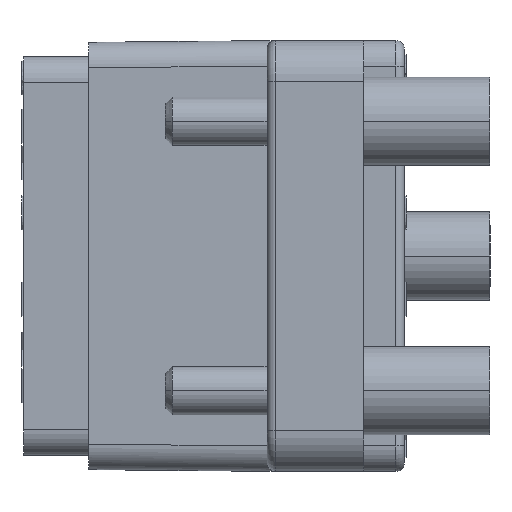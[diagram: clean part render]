
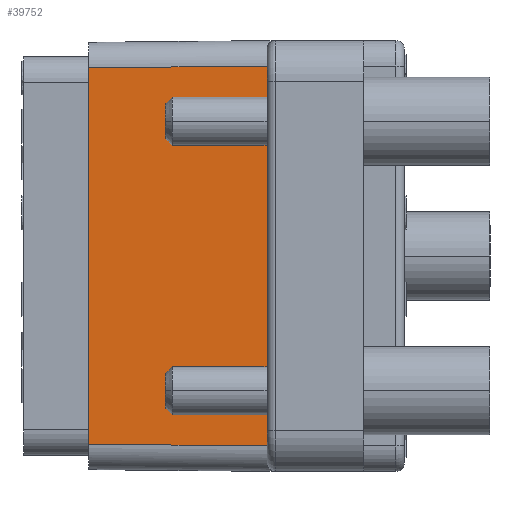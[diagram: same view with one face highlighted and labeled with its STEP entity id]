
A CAD part, left-side view. The second image highlights one B-rep face of the part: STEP entity #39752.
In plain terms, the highlighted planar face has unit normal (-1, 0, 0).
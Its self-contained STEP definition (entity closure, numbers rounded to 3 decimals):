
#4737=CARTESIAN_POINT('',(-13.6,18.6,11.1));
#4753=DIRECTION('',(0.,0.,1.));
#4754=VECTOR('',#4753,22.2);
#4755=CARTESIAN_POINT('',(-13.6,18.6,-11.1));
#4756=LINE('',#4755,#4754);
#4771=CARTESIAN_POINT('',(-13.6,18.6,-11.1));
#4833=DIRECTION('',(0.,1.,-0.01));
#4834=VECTOR('',#4833,10.5);
#4835=CARTESIAN_POINT('',(-13.6,8.1,11.2));
#4836=LINE('',#4835,#4834);
#4837=DIRECTION('',(0.,0.,1.));
#4838=VECTOR('',#4837,22.4);
#4839=CARTESIAN_POINT('',(-13.6,8.1,-11.2));
#4840=LINE('',#4839,#4838);
#4841=DIRECTION('',(0.,-1.,-0.01));
#4842=VECTOR('',#4841,10.5);
#4843=CARTESIAN_POINT('',(-13.6,18.6,-11.1));
#4844=LINE('',#4843,#4842);
#30737=VERTEX_POINT('',#4737);
#30738=CARTESIAN_POINT('',(-13.6,8.1,11.2));
#30739=VERTEX_POINT('',#30738);
#30740=VERTEX_POINT('',#4771);
#30741=CARTESIAN_POINT('',(-13.6,8.1,-11.2));
#30742=VERTEX_POINT('',#30741);
#39740=CARTESIAN_POINT('',(-13.6,8.1,-12.7));
#39741=DIRECTION('',(1.,0.,0.));
#39742=DIRECTION('',(0.,1.,0.));
#39743=AXIS2_PLACEMENT_3D('',#39740,#39741,#39742);
#39744=PLANE('',#39743);
#39745=ORIENTED_EDGE('',*,*,#35631,.F.);
#39746=ORIENTED_EDGE('',*,*,#35556,.F.);
#39748=ORIENTED_EDGE('',*,*,#39747,.F.);
#39749=ORIENTED_EDGE('',*,*,#39710,.T.);
#39750=EDGE_LOOP('',(#39745,#39746,#39748,#39749));
#39751=FACE_OUTER_BOUND('',#39750,.F.);
#39752=ADVANCED_FACE('',(#39751),#39744,.F.);
#35556=EDGE_CURVE('',#30742,#30739,#4840,.T.);
#35631=EDGE_CURVE('',#30739,#30737,#4836,.T.);
#39710=EDGE_CURVE('',#30740,#30737,#4756,.T.);
#39747=EDGE_CURVE('',#30740,#30742,#4844,.T.);
